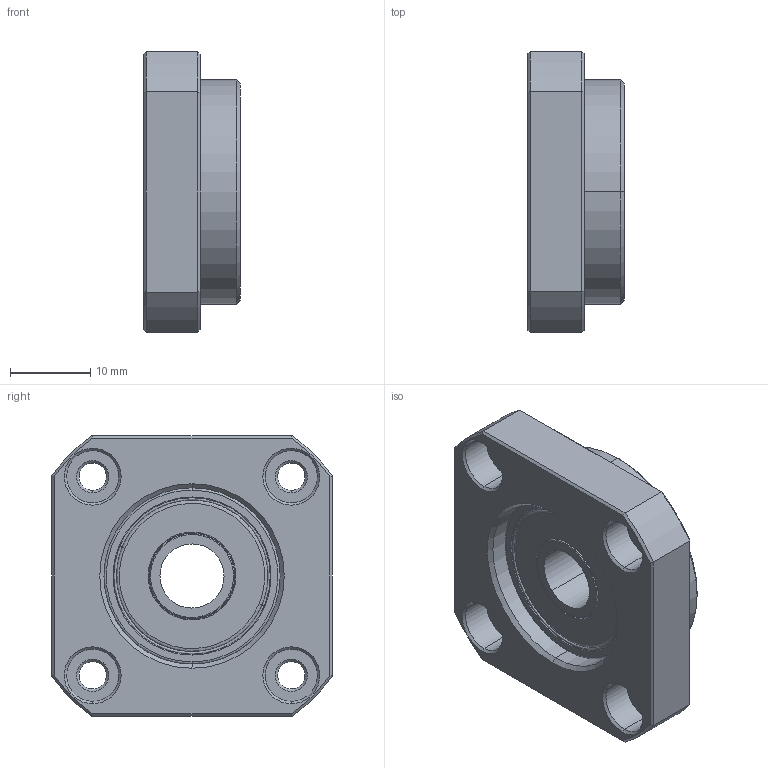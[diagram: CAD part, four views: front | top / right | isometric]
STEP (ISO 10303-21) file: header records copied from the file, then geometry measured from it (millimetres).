
FILE_DESCRIPTION (( 'STEP AP214' ), '1' );
FILE_NAME ('FFN10-Rollco.step', '2023-04-27T09:19:06', ( '' ), ( '' ), 'SwSTEP 2.0', 'SolidWorks 2010', '' );
FILE_SCHEMA (( 'AUTOMOTIVE_DESIGN' ));
Length unit declared in the file: millimetre
Products named in the file (5): FF10_1; 608_3; 608_2; 608_4; FFN10-Rollco
Assembly tree (5 placements, depth 2):
  FFN10-Rollco
    608_4  x2
    FF10_1
    608_3
    608_2
Bounding box: 12 x 35 x 35 mm (x, y, z)
Volume: 7422 mm3; surface area: 6651.1 mm2
Topology: 5 solids, 5 shells, 183 faces, 392 edges, 228 vertices
Faces by surface type: bspline 58, cylinder 52, cone 42, plane 31
Entity records: 5986 total; most frequent: CARTESIAN_POINT 2319, DIRECTION 766, ORIENTED_EDGE 712, EDGE_CURVE 356, AXIS2_PLACEMENT_3D 333, CIRCLE 208, VERTEX_POINT 206, EDGE_LOOP 192
